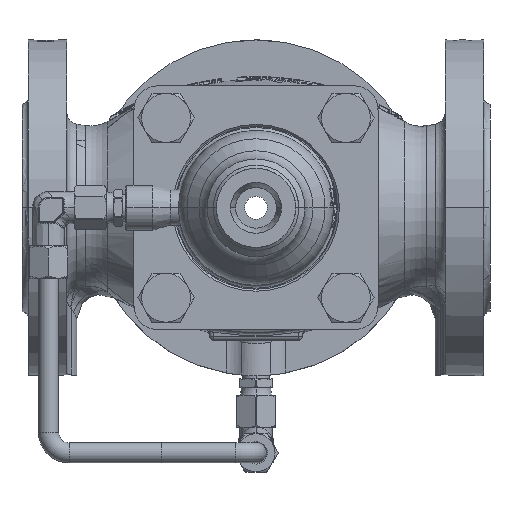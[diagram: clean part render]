
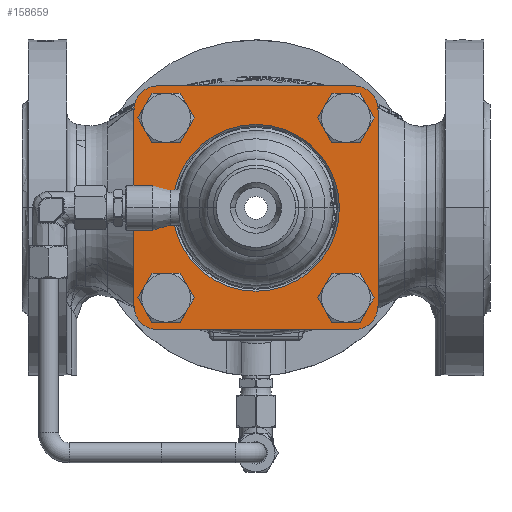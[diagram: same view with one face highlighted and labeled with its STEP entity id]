
A CAD part, front view. The second image highlights one B-rep face of the part: STEP entity #158659.
In plain terms, the highlighted planar face has unit normal (0, -1, 0).
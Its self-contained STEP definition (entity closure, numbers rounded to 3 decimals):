
#132051=CARTESIAN_POINT('',(-48.,125.,48.));
#132052=DIRECTION('',(0.,1.,0.));
#132053=DIRECTION('',(-1.,0.,0.));
#132054=AXIS2_PLACEMENT_3D('',#132051,#132052,#132053);
#132056=DIRECTION('',(1.,0.,0.));
#132057=VECTOR('',#132056,96.);
#132058=CARTESIAN_POINT('',(-48.,125.,60.));
#132059=LINE('',#132058,#132057);
#132060=CARTESIAN_POINT('',(48.,125.,48.));
#132061=DIRECTION('',(0.,1.,0.));
#132062=DIRECTION('',(0.,0.,1.));
#132063=AXIS2_PLACEMENT_3D('',#132060,#132061,#132062);
#132065=DIRECTION('',(0.,0.,-1.));
#132066=VECTOR('',#132065,96.);
#132067=CARTESIAN_POINT('',(60.,125.,48.));
#132068=LINE('',#132067,#132066);
#132069=CARTESIAN_POINT('',(48.,125.,-48.));
#132070=DIRECTION('',(0.,1.,0.));
#132071=DIRECTION('',(1.,0.,0.));
#132072=AXIS2_PLACEMENT_3D('',#132069,#132070,#132071);
#132074=DIRECTION('',(-1.,0.,0.));
#132075=VECTOR('',#132074,96.);
#132076=CARTESIAN_POINT('',(48.,125.,-60.));
#132077=LINE('',#132076,#132075);
#132078=CARTESIAN_POINT('',(-48.,125.,-48.));
#132079=DIRECTION('',(0.,1.,0.));
#132080=DIRECTION('',(0.,0.,-1.));
#132081=AXIS2_PLACEMENT_3D('',#132078,#132079,#132080);
#132083=DIRECTION('',(0.,0.,1.));
#132084=VECTOR('',#132083,96.);
#132085=CARTESIAN_POINT('',(-60.,125.,-48.));
#132086=LINE('',#132085,#132084);
#132087=CARTESIAN_POINT('',(44.194,125.,-44.194));
#132088=DIRECTION('',(0.,-1.,0.));
#132089=DIRECTION('',(-1.,0.,0.));
#132090=AXIS2_PLACEMENT_3D('',#132087,#132088,#132089);
#132092=CARTESIAN_POINT('',(44.194,125.,-44.194));
#132093=DIRECTION('',(0.,-1.,0.));
#132094=DIRECTION('',(1.,0.,0.));
#132095=AXIS2_PLACEMENT_3D('',#132092,#132093,#132094);
#132097=CARTESIAN_POINT('',(-44.194,125.,44.194));
#132098=DIRECTION('',(0.,-1.,0.));
#132099=DIRECTION('',(-1.,0.,0.));
#132100=AXIS2_PLACEMENT_3D('',#132097,#132098,#132099);
#132102=CARTESIAN_POINT('',(-44.194,125.,44.194));
#132103=DIRECTION('',(0.,-1.,0.));
#132104=DIRECTION('',(1.,0.,0.));
#132105=AXIS2_PLACEMENT_3D('',#132102,#132103,#132104);
#132107=CARTESIAN_POINT('',(-44.194,125.,-44.194));
#132108=DIRECTION('',(0.,-1.,0.));
#132109=DIRECTION('',(-1.,0.,0.));
#132110=AXIS2_PLACEMENT_3D('',#132107,#132108,#132109);
#132112=CARTESIAN_POINT('',(-44.194,125.,-44.194));
#132113=DIRECTION('',(0.,-1.,0.));
#132114=DIRECTION('',(1.,0.,0.));
#132115=AXIS2_PLACEMENT_3D('',#132112,#132113,#132114);
#132117=CARTESIAN_POINT('',(44.194,125.,44.194));
#132118=DIRECTION('',(0.,-1.,0.));
#132119=DIRECTION('',(-1.,0.,0.));
#132120=AXIS2_PLACEMENT_3D('',#132117,#132118,#132119);
#132122=CARTESIAN_POINT('',(44.194,125.,44.194));
#132123=DIRECTION('',(0.,-1.,0.));
#132124=DIRECTION('',(1.,0.,0.));
#132125=AXIS2_PLACEMENT_3D('',#132122,#132123,#132124);
#132127=CARTESIAN_POINT('',(0.,125.,
0.));
#132128=DIRECTION('',(0.,-1.,0.));
#132129=DIRECTION('',(-1.,0.,0.));
#132130=AXIS2_PLACEMENT_3D('',#132127,#132128,#132129);
#132132=CARTESIAN_POINT('',(0.,125.,
0.));
#132133=DIRECTION('',(0.,-1.,0.));
#132134=DIRECTION('',(0.,0.,-1.));
#132135=AXIS2_PLACEMENT_3D('',#132132,#132133,#132134);
#132137=CARTESIAN_POINT('',(0.,125.,
0.));
#132138=DIRECTION('',(0.,-1.,0.));
#132139=DIRECTION('',(1.,0.,0.));
#132140=AXIS2_PLACEMENT_3D('',#132137,#132138,#132139);
#132142=CARTESIAN_POINT('',(0.,125.,
0.));
#132143=DIRECTION('',(0.,-1.,0.));
#132144=DIRECTION('',(0.,0.,1.));
#132145=AXIS2_PLACEMENT_3D('',#132142,#132143,#132144);
#152370=CARTESIAN_POINT('',(53.194,125.,44.194));
#152371=VERTEX_POINT('',#152370);
#152372=CARTESIAN_POINT('',(35.194,125.,44.194));
#152373=VERTEX_POINT('',#152372);
#152374=CARTESIAN_POINT('',(-60.,125.,48.));
#152375=CARTESIAN_POINT('',(-48.,125.,60.));
#152376=VERTEX_POINT('',#152374);
#152377=VERTEX_POINT('',#152375);
#152378=CARTESIAN_POINT('',(48.,125.,60.));
#152379=VERTEX_POINT('',#152378);
#152380=CARTESIAN_POINT('',(60.,125.,48.));
#152381=VERTEX_POINT('',#152380);
#152382=CARTESIAN_POINT('',(60.,125.,-48.));
#152383=VERTEX_POINT('',#152382);
#152384=CARTESIAN_POINT('',(48.,125.,-60.));
#152385=VERTEX_POINT('',#152384);
#152386=CARTESIAN_POINT('',(-48.,125.,-60.));
#152387=VERTEX_POINT('',#152386);
#152388=CARTESIAN_POINT('',(-60.,125.,-48.));
#152389=VERTEX_POINT('',#152388);
#152390=CARTESIAN_POINT('',(35.194,125.,-44.194));
#152391=CARTESIAN_POINT('',(53.194,125.,-44.194));
#152392=VERTEX_POINT('',#152390);
#152393=VERTEX_POINT('',#152391);
#152394=CARTESIAN_POINT('',(-53.194,125.,44.194));
#152395=CARTESIAN_POINT('',(-35.194,125.,44.194));
#152396=VERTEX_POINT('',#152394);
#152397=VERTEX_POINT('',#152395);
#152398=CARTESIAN_POINT('',(-53.194,125.,-44.194));
#152399=CARTESIAN_POINT('',(-35.194,125.,-44.194));
#152400=VERTEX_POINT('',#152398);
#152401=VERTEX_POINT('',#152399);
#152402=CARTESIAN_POINT('',(0.,125.,
-41.));
#152403=CARTESIAN_POINT('',(41.,125.,
0.));
#152404=VERTEX_POINT('',#152402);
#152405=VERTEX_POINT('',#152403);
#152406=CARTESIAN_POINT('',(-41.,125.,
0.));
#152407=VERTEX_POINT('',#152406);
#152408=CARTESIAN_POINT('',(0.,125.,
41.));
#152409=VERTEX_POINT('',#152408);
#158610=CARTESIAN_POINT('',(0.,125.,0.));
#158611=DIRECTION('',(0.,-1.,0.));
#158612=DIRECTION('',(1.,0.,0.));
#158613=AXIS2_PLACEMENT_3D('',#158610,#158611,#158612);
#158614=PLANE('',#158613);
#158615=ORIENTED_EDGE('',*,*,#158506,.T.);
#158616=ORIENTED_EDGE('',*,*,#158521,.T.);
#158617=ORIENTED_EDGE('',*,*,#158535,.T.);
#158618=ORIENTED_EDGE('',*,*,#158549,.T.);
#158619=ORIENTED_EDGE('',*,*,#158563,.T.);
#158620=ORIENTED_EDGE('',*,*,#158577,.T.);
#158621=ORIENTED_EDGE('',*,*,#158591,.T.);
#158622=ORIENTED_EDGE('',*,*,#158604,.T.);
#158623=EDGE_LOOP('',(#158615,#158616,#158617,#158618,#158619,#158620,#158621,
#158622));
#158624=FACE_OUTER_BOUND('',#158623,.F.);
#158626=ORIENTED_EDGE('',*,*,#158625,.T.);
#158628=ORIENTED_EDGE('',*,*,#158627,.T.);
#158629=EDGE_LOOP('',(#158626,#158628));
#158630=FACE_BOUND('',#158629,.F.);
#158632=ORIENTED_EDGE('',*,*,#158631,.T.);
#158634=ORIENTED_EDGE('',*,*,#158633,.T.);
#158635=EDGE_LOOP('',(#158632,#158634));
#158636=FACE_BOUND('',#158635,.F.);
#158638=ORIENTED_EDGE('',*,*,#158637,.T.);
#158640=ORIENTED_EDGE('',*,*,#158639,.T.);
#158641=EDGE_LOOP('',(#158638,#158640));
#158642=FACE_BOUND('',#158641,.F.);
#158644=ORIENTED_EDGE('',*,*,#158643,.T.);
#158646=ORIENTED_EDGE('',*,*,#158645,.T.);
#158647=EDGE_LOOP('',(#158644,#158646));
#158648=FACE_BOUND('',#158647,.F.);
#158650=ORIENTED_EDGE('',*,*,#158649,.T.);
#158652=ORIENTED_EDGE('',*,*,#158651,.T.);
#158654=ORIENTED_EDGE('',*,*,#158653,.T.);
#158656=ORIENTED_EDGE('',*,*,#158655,.T.);
#158657=EDGE_LOOP('',(#158650,#158652,#158654,#158656));
#158658=FACE_BOUND('',#158657,.F.);
#158659=ADVANCED_FACE('',(#158624,#158630,#158636,#158642,#158648,#158658),
#158614,.T.);
#132055=CIRCLE('',#132054,12.);
#132064=CIRCLE('',#132063,12.);
#132073=CIRCLE('',#132072,12.);
#132082=CIRCLE('',#132081,12.);
#132091=CIRCLE('',#132090,9.);
#132096=CIRCLE('',#132095,9.);
#132101=CIRCLE('',#132100,9.);
#132106=CIRCLE('',#132105,9.);
#132111=CIRCLE('',#132110,9.);
#132116=CIRCLE('',#132115,9.);
#132121=CIRCLE('',#132120,9.);
#132126=CIRCLE('',#132125,9.);
#132131=CIRCLE('',#132130,41.);
#132136=CIRCLE('',#132135,41.);
#132141=CIRCLE('',#132140,41.);
#132146=CIRCLE('',#132145,41.);
#158506=EDGE_CURVE('',#152376,#152377,#132055,.T.);
#158521=EDGE_CURVE('',#152377,#152379,#132059,.T.);
#158535=EDGE_CURVE('',#152379,#152381,#132064,.T.);
#158549=EDGE_CURVE('',#152381,#152383,#132068,.T.);
#158563=EDGE_CURVE('',#152383,#152385,#132073,.T.);
#158577=EDGE_CURVE('',#152385,#152387,#132077,.T.);
#158591=EDGE_CURVE('',#152387,#152389,#132082,.T.);
#158604=EDGE_CURVE('',#152389,#152376,#132086,.T.);
#158625=EDGE_CURVE('',#152392,#152393,#132091,.T.);
#158627=EDGE_CURVE('',#152393,#152392,#132096,.T.);
#158631=EDGE_CURVE('',#152396,#152397,#132101,.T.);
#158633=EDGE_CURVE('',#152397,#152396,#132106,.T.);
#158637=EDGE_CURVE('',#152400,#152401,#132111,.T.);
#158639=EDGE_CURVE('',#152401,#152400,#132116,.T.);
#158643=EDGE_CURVE('',#152373,#152371,#132121,.T.);
#158645=EDGE_CURVE('',#152371,#152373,#132126,.T.);
#158649=EDGE_CURVE('',#152407,#152404,#132131,.T.);
#158651=EDGE_CURVE('',#152404,#152405,#132136,.T.);
#158653=EDGE_CURVE('',#152405,#152409,#132141,.T.);
#158655=EDGE_CURVE('',#152409,#152407,#132146,.T.);
